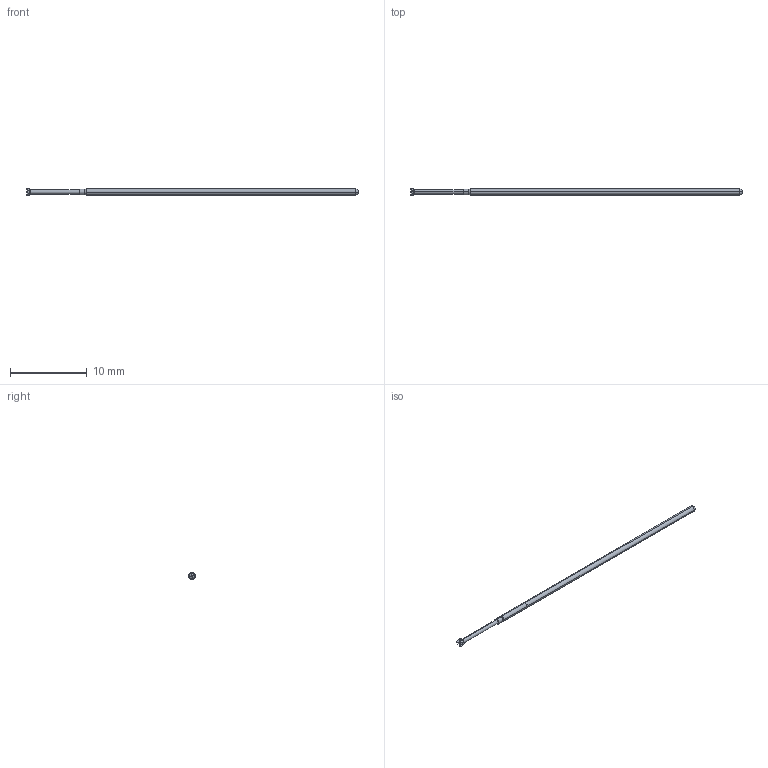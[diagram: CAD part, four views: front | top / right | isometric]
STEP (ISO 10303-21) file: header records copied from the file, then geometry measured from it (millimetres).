
FILE_DESCRIPTION (( 'STEP AP214' ), '1' );
FILE_NAME ('050-PRP2558_.STEP', '2021-11-24T21:54:08', ( '' ), ( '' ), 'SwSTEP 2.0', 'SolidWorks 2020', '' );
FILE_SCHEMA (( 'AUTOMOTIVE_DESIGN' ));
Length unit declared in the file: inch
Products named in the file (1): 050-PRP2558_
Bounding box: 43.18 x 0.89 x 0.89 mm (x, y, z)
Volume: 8.3 mm3; surface area: 187.3 mm2
Topology: 2 solids, 2 shells, 80 faces, 187 edges, 110 vertices
Faces by surface type: bspline 24, cone 21, cylinder 19, plane 10, torus 6
Entity records: 6627 total; most frequent: CARTESIAN_POINT 3920, ORIENTED_EDGE 374, DIRECTION 276, EDGE_CURVE 187, AXIS2_PLACEMENT_3D 122, VERTEX_POINT 110, B_SPLINE_CURVE_WITH_KNOTS 88, LENGTH_MEASURE_WITH_UNIT 84
